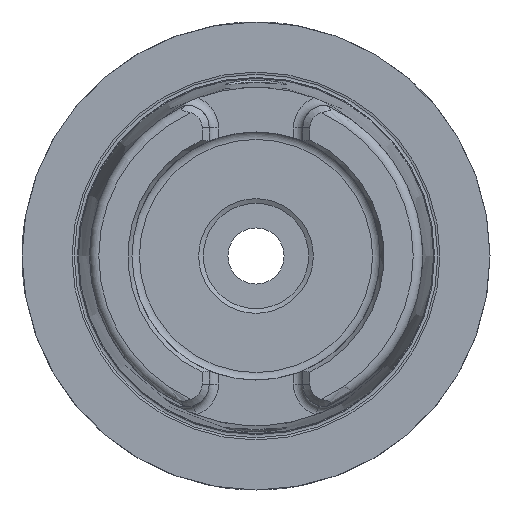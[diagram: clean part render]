
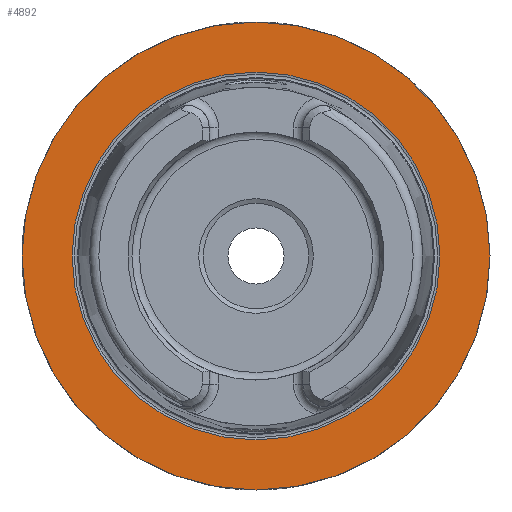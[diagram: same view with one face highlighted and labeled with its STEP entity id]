
A CAD part, left-side view. The second image highlights one B-rep face of the part: STEP entity #4892.
In plain terms, the highlighted planar face has unit normal (-1, 0, 0).
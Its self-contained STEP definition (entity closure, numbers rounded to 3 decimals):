
#1047=CARTESIAN_POINT('',(0.,50.0,0.0));
#1048=VERTEX_POINT('',#1047);
#1049=CARTESIAN_POINT('',(0.0,0.,0.0));
#1050=DIRECTION('',(1.0,0.0,0.0));
#1051=DIRECTION('',(0.0,1.0,0.0));
#1052=AXIS2_PLACEMENT_3D('',#1049,#1050,#1051);
#1053=CIRCLE('',#1052,50.0);
#1054=EDGE_CURVE('',#1048,#1048,#1053,.T.);
#4834=CARTESIAN_POINT('',(0.,39.297,0.0));
#4835=VERTEX_POINT('',#4834);
#4836=CARTESIAN_POINT('',(0.,0.0,0.0));
#4837=DIRECTION('',(1.0,0.0,0.0));
#4838=DIRECTION('',(0.0,1.0,0.0));
#4839=AXIS2_PLACEMENT_3D('',#4836,#4837,#4838);
#4840=CIRCLE('',#4839,39.297);
#4841=EDGE_CURVE('',#4835,#4835,#4840,.T.);
#4881=CARTESIAN_POINT('',(0.,44.004,0.0));
#4882=DIRECTION('',(-1.0,0.0,0.0));
#4883=DIRECTION('',(0.0,0.0,1.0));
#4884=AXIS2_PLACEMENT_3D('',#4881,#4882,#4883);
#4885=PLANE('',#4884);
#4886=ORIENTED_EDGE('',*,*,#1054,.F.);
#4887=EDGE_LOOP('',(#4886));
#4888=FACE_OUTER_BOUND('',#4887,.T.);
#4889=ORIENTED_EDGE('',*,*,#4841,.T.);
#4890=EDGE_LOOP('',(#4889));
#4891=FACE_BOUND('',#4890,.T.);
#4892=ADVANCED_FACE('',(#4888,#4891),#4885,.T.);
